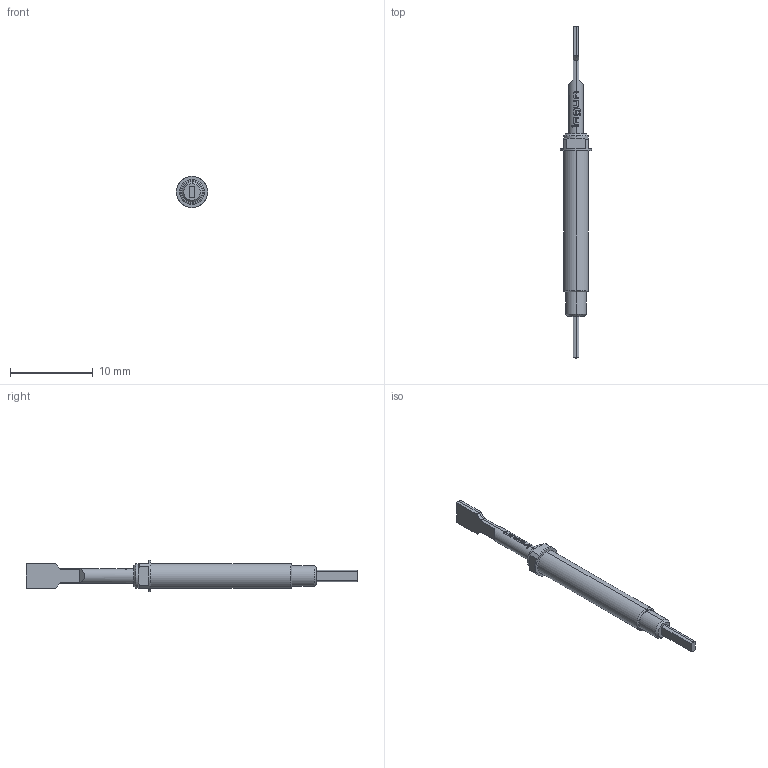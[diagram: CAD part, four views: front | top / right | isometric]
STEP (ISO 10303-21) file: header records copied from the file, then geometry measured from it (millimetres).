
FILE_DESCRIPTION (( 'STEP AP203' ), '1' );
FILE_NAME ('INGUN_GKS-098_329_300_070_A_xx02_ML.STEP', '2021-10-04T10:30:27', ( 'ochi' ), ( '' ), 'SwSTEP 2.0', 'SolidWorks 2018', '' );
FILE_SCHEMA (( 'CONFIG_CONTROL_DESIGN' ));
Length unit declared in the file: millimetre
Products named in the file (1): INGUN_GKS-098_329_300_070_A_xx02_ML
Bounding box: 3.75 x 40 x 3.75 mm (x, y, z)
Volume: 183.5 mm3; surface area: 320.3 mm2
Topology: 1 solids, 1 shells, 128 faces, 353 edges, 232 vertices
Faces by surface type: plane 60, cylinder 35, bspline 22, cone 9, torus 2
Entity records: 4484 total; most frequent: CARTESIAN_POINT 1282, ORIENTED_EDGE 706, DIRECTION 595, EDGE_CURVE 353, AXIS2_PLACEMENT_3D 233, VERTEX_POINT 232, EDGE_LOOP 133, LINE 129
